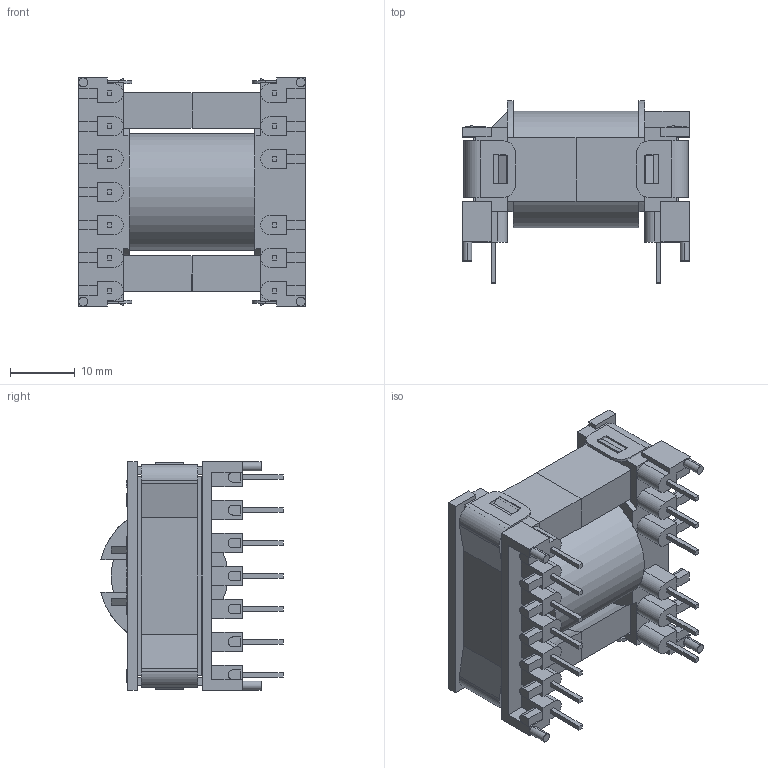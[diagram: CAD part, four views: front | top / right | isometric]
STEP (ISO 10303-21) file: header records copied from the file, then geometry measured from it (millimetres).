
FILE_DESCRIPTION (( 'STEP AP214' ), '1' );
FILE_NAME ('User Library-ETD29.STEP', '2021-01-12T10:04:20', ( '' ), ( '' ), 'SwSTEP 2.0', 'SolidWorks 2020', '' );
FILE_SCHEMA (( 'AUTOMOTIVE_DESIGN' ));
Length unit declared in the file: millimetre
Products named in the file (4): ETD29 Bobbin_Bobbin; ETD29 Ferrite Core; ETD29 Clip_27940-024 - ETD29; User Library-ETD29
Assembly tree (5 placements, depth 2):
  User Library-ETD29
    ETD29 Bobbin_Bobbin
    ETD29 Ferrite Core  x2
    ETD29 Clip_27940-024 - ETD29  x2
Bounding box: 35 x 28.11 x 35.2 mm (x, y, z)
Volume: 14938.6 mm3; surface area: 11994.2 mm2
Topology: 5 solids, 5 shells, 551 faces, 1463 edges, 958 vertices
Faces by surface type: plane 407, cylinder 78, bspline 66
Entity records: 24509 total; most frequent: CARTESIAN_POINT 6647, ORIENTED_EDGE 2654, DIRECTION 2241, EDGE_CURVE 1327, VECTOR 1039, LINE 1039, VERTEX_POINT 870, AXIS2_PLACEMENT_3D 601
